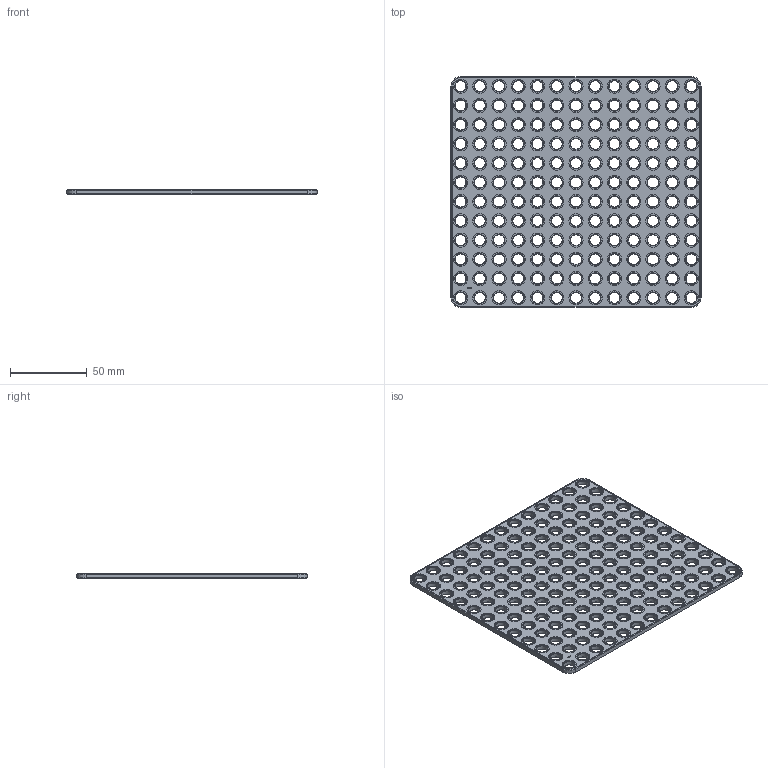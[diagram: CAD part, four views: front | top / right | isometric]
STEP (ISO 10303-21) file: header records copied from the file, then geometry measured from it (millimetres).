
FILE_DESCRIPTION(('FreeCAD Model'),'2;1');
FILE_NAME('Open CASCADE Shape Model','2024-10-08T18:53:33',(''),(''), 'Open CASCADE STEP processor 7.7','FreeCAD','Unknown');
FILE_SCHEMA(('AUTOMOTIVE_DESIGN { 1 0 10303 214 1 1 1 1 }'));
Length unit declared in the file: millimetre
Products named in the file (1): Plate RCT CRNR BU13x12x00.25 - SPN-PLT-0150 (stemfie.org)
Bounding box: 162.5 x 150 x 3.12 mm (x, y, z)
Volume: 54236.7 mm3; surface area: 48955.3 mm2
Topology: 1 solids, 1 shells, 1259 faces, 2879 edges, 1810 vertices
Faces by surface type: plane 481, cylinder 320, cone 320, extrusion 138
Full cylindrical faces by diameter (mm): 7 x156, 9.2 x156
Entity records: 36411 total; most frequent: CARTESIAN_POINT 7077, DIRECTION 5945, ORIENTED_EDGE 5758, EDGE_CURVE 2879, AXIS2_PLACEMENT_3D 2082, VERTEX_POINT 1810, VECTOR 1781, FACE_BOUND 1759
